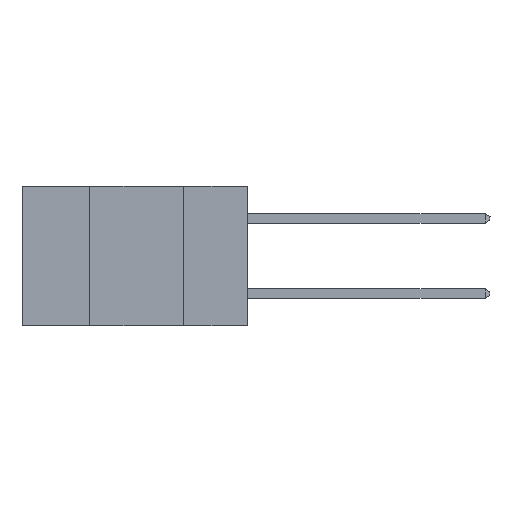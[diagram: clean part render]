
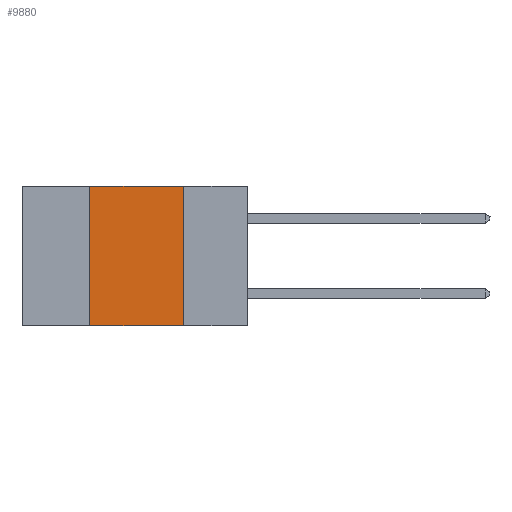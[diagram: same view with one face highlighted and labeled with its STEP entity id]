
A CAD part, left-side view. The second image highlights one B-rep face of the part: STEP entity #9880.
In plain terms, the highlighted planar face has unit normal (-1, 0, 0).
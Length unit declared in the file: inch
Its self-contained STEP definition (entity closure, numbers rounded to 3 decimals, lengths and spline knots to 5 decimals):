
#546 = LINE ( 'NONE', #8530, #10841 ) ;
#807 = LINE ( 'NONE', #19462, #25462 ) ;
#1852 = CARTESIAN_POINT ( 'NONE',  ( 0., 0.6, 0. ) ) ;
#1870 = AXIS2_PLACEMENT_3D ( 'NONE', #1852, #2365, #10621 ) ;
#2122 = ORIENTED_EDGE ( 'NONE', *, *, #5400, .F. ) ;
#2281 = LINE ( 'NONE', #8763, #23354 ) ;
#2365 = DIRECTION ( 'NONE',  ( 1., 0., 0. ) ) ;
#4575 = EDGE_CURVE ( 'NONE', #14245, #17480, #807, .T. ) ;
#5400 = EDGE_CURVE ( 'NONE', #6729, #17480, #546, .T. ) ;
#6035 = EDGE_LOOP ( 'NONE', ( #2122, #11129, #21940, #19373 ) ) ;
#6370 = CARTESIAN_POINT ( 'NONE',  ( 0., 0.17, 0. ) ) ;
#6729 = VERTEX_POINT ( 'NONE', #6370 ) ;
#7176 = EDGE_CURVE ( 'NONE', #21963, #6729, #2281, .T. ) ;
#7924 = VECTOR ( 'NONE', #25082, 39.37008 ) ;
#8530 = CARTESIAN_POINT ( 'NONE',  ( 0., 0.17, -0.37 ) ) ;
#8635 = DIRECTION ( 'NONE',  ( 0., -1., 0. ) ) ;
#8763 = CARTESIAN_POINT ( 'NONE',  ( 0., 0.6, 0. ) ) ;
#9752 = EDGE_CURVE ( 'NONE', #14245, #21963, #16729, .T. ) ;
#9880 = ADVANCED_FACE ( 'NONE', ( #22916 ), #20917, .F. ) ;
#10621 = DIRECTION ( 'NONE',  ( 0., 0., -1. ) ) ;
#10841 = VECTOR ( 'NONE', #12873, 39.37008 ) ;
#11129 = ORIENTED_EDGE ( 'NONE', *, *, #7176, .F. ) ;
#12873 = DIRECTION ( 'NONE',  ( 0., 0., -1. ) ) ;
#14245 = VERTEX_POINT ( 'NONE', #19470 ) ;
#16729 = LINE ( 'NONE', #16860, #7924 ) ;
#16860 = CARTESIAN_POINT ( 'NONE',  ( 0., 0.42, -0.37 ) ) ;
#17254 = CARTESIAN_POINT ( 'NONE',  ( 0., 0.42, 0. ) ) ;
#17310 = DIRECTION ( 'NONE',  ( 0., -1., 0. ) ) ;
#17480 = VERTEX_POINT ( 'NONE', #25035 ) ;
#19373 = ORIENTED_EDGE ( 'NONE', *, *, #4575, .T. ) ;
#19462 = CARTESIAN_POINT ( 'NONE',  ( 0., 0.6, -0.37 ) ) ;
#19470 = CARTESIAN_POINT ( 'NONE',  ( 0., 0.42, -0.37 ) ) ;
#20917 = PLANE ( 'NONE',  #1870 ) ;
#21940 = ORIENTED_EDGE ( 'NONE', *, *, #9752, .F. ) ;
#21963 = VERTEX_POINT ( 'NONE', #17254 ) ;
#22916 = FACE_OUTER_BOUND ( 'NONE', #6035, .T. ) ;
#23354 = VECTOR ( 'NONE', #8635, 39.37008 ) ;
#25035 = CARTESIAN_POINT ( 'NONE',  ( 0., 0.17, -0.37 ) ) ;
#25082 = DIRECTION ( 'NONE',  ( 0., 0., 1. ) ) ;
#25462 = VECTOR ( 'NONE', #17310, 39.37008 ) ;
